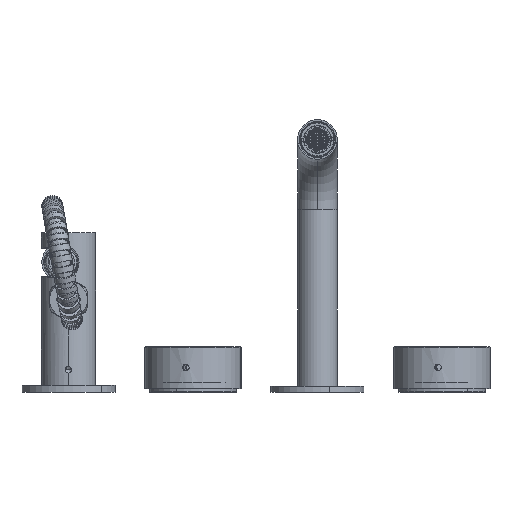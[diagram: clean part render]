
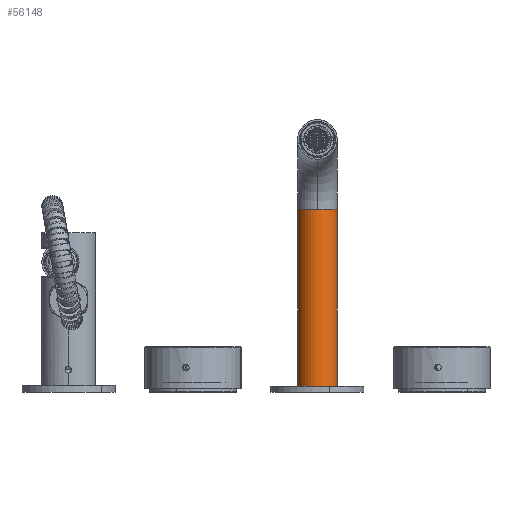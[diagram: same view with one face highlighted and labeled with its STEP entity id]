
A CAD part, front view. The second image highlights one B-rep face of the part: STEP entity #56148.
In plain terms, the highlighted cylindrical face has radius 12.7 mm (diameter 25.4 mm), a partial arc.
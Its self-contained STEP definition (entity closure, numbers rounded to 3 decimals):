
#1526 = CARTESIAN_POINT ( 'NONE',  ( 78.018, -16.09, 106.231 ) ) ;
#2956 = EDGE_LOOP ( 'NONE', ( #49277, #77589, #49866, #48533, #87280 ) ) ;
#4266 = DIRECTION ( 'NONE',  ( -1., 0., 0. ) ) ;
#5722 = EDGE_CURVE ( 'NONE', #70923, #87611, #7607, .T. ) ;
#7607 = LINE ( 'NONE', #30802, #70016 ) ;
#7836 = CIRCLE ( 'NONE', #82125, 12.7 ) ;
#10849 = CIRCLE ( 'NONE', #75902, 12.7 ) ;
#11137 = VERTEX_POINT ( 'NONE', #28292 ) ;
#13318 = CARTESIAN_POINT ( 'NONE',  ( 78.018, -3.39, 106.231 ) ) ;
#15417 = FACE_OUTER_BOUND ( 'NONE', #2956, .T. ) ;
#21543 = DIRECTION ( 'NONE',  ( -1., 0., 0. ) ) ;
#28292 = CARTESIAN_POINT ( 'NONE',  ( 90.718, -3.39, -8.769 ) ) ;
#28864 = VERTEX_POINT ( 'NONE', #66985 ) ;
#30558 = DIRECTION ( 'NONE',  ( 0., 0., -1. ) ) ;
#30722 = EDGE_CURVE ( 'NONE', #11137, #87611, #90361, .T. ) ;
#30802 = CARTESIAN_POINT ( 'NONE',  ( 65.318, -3.39, 106.231 ) ) ;
#44235 = CARTESIAN_POINT ( 'NONE',  ( 65.318, -3.39, 106.231 ) ) ;
#48533 = ORIENTED_EDGE ( 'NONE', *, *, #5722, .T. ) ;
#48611 = CYLINDRICAL_SURFACE ( 'NONE', #80325, 12.7 ) ;
#49277 = ORIENTED_EDGE ( 'NONE', *, *, #49596, .F. ) ;
#49596 = EDGE_CURVE ( 'NONE', #28864, #11137, #59658, .T. ) ;
#49866 = ORIENTED_EDGE ( 'NONE', *, *, #77885, .T. ) ;
#53169 = DIRECTION ( 'NONE',  ( 0., 0., -1. ) ) ;
#56148 = ADVANCED_FACE ( 'NONE', ( #15417 ), #48611, .T. ) ;
#59658 = LINE ( 'NONE', #98599, #80992 ) ;
#60216 = VERTEX_POINT ( 'NONE', #1526 ) ;
#61228 = AXIS2_PLACEMENT_3D ( 'NONE', #92589, #92503, #92374 ) ;
#62927 = DIRECTION ( 'NONE',  ( -1., 0., 0. ) ) ;
#66985 = CARTESIAN_POINT ( 'NONE',  ( 90.718, -3.39, 106.231 ) ) ;
#70016 = VECTOR ( 'NONE', #30558, 1000. ) ;
#70217 = DIRECTION ( 'NONE',  ( 0., 0., -1. ) ) ;
#70923 = VERTEX_POINT ( 'NONE', #44235 ) ;
#75902 = AXIS2_PLACEMENT_3D ( 'NONE', #101362, #53169, #4266 ) ;
#77589 = ORIENTED_EDGE ( 'NONE', *, *, #102912, .T. ) ;
#77885 = EDGE_CURVE ( 'NONE', #60216, #70923, #7836, .T. ) ;
#78624 = CARTESIAN_POINT ( 'NONE',  ( 78.018, -3.39, 106.231 ) ) ;
#80325 = AXIS2_PLACEMENT_3D ( 'NONE', #78624, #86694, #62927 ) ;
#80992 = VECTOR ( 'NONE', #83176, 1000. ) ;
#82125 = AXIS2_PLACEMENT_3D ( 'NONE', #13318, #70217, #21543 ) ;
#83176 = DIRECTION ( 'NONE',  ( 0., 0., -1. ) ) ;
#86694 = DIRECTION ( 'NONE',  ( 0., 0., -1. ) ) ;
#87280 = ORIENTED_EDGE ( 'NONE', *, *, #30722, .F. ) ;
#87611 = VERTEX_POINT ( 'NONE', #100897 ) ;
#90361 = CIRCLE ( 'NONE', #61228, 12.7 ) ;
#92374 = DIRECTION ( 'NONE',  ( -1., 0., 0. ) ) ;
#92503 = DIRECTION ( 'NONE',  ( 0., 0., -1. ) ) ;
#92589 = CARTESIAN_POINT ( 'NONE',  ( 78.018, -3.39, -8.769 ) ) ;
#98599 = CARTESIAN_POINT ( 'NONE',  ( 90.718, -3.39, 106.231 ) ) ;
#100897 = CARTESIAN_POINT ( 'NONE',  ( 65.318, -3.39, -8.769 ) ) ;
#101362 = CARTESIAN_POINT ( 'NONE',  ( 78.018, -3.39, 106.231 ) ) ;
#102912 = EDGE_CURVE ( 'NONE', #28864, #60216, #10849, .T. ) ;
